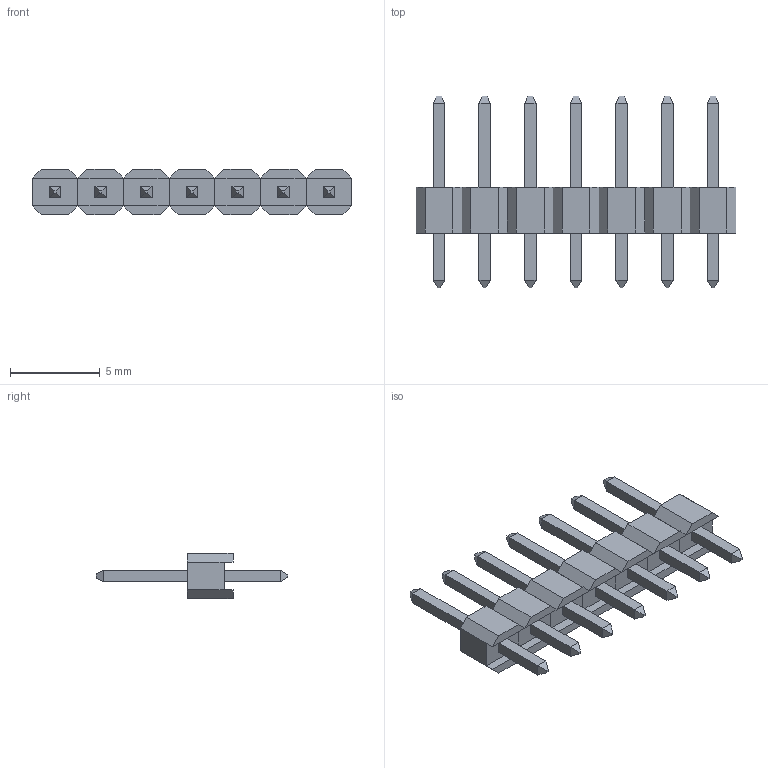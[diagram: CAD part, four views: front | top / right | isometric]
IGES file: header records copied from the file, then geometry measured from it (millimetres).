
Start section: SolidWorks IGES file using analytic representation for surfaces
Global section: file name: PRPC007SAAN-RC.IGS; native system: SolidWorks 2014; preprocessor: SolidWorks 2014; author: shane_sorenson; date: 180116.094036; units: millimetre
Bounding box: 17.78 x 10.67 x 2.54 mm (x, y, z)
Surface area: 407.3 mm2 (no closed solid volume)
Topology: 0 solids, 0 shells, 238 faces, 1008 edges, 1008 vertices
Faces by surface type: bspline 238
